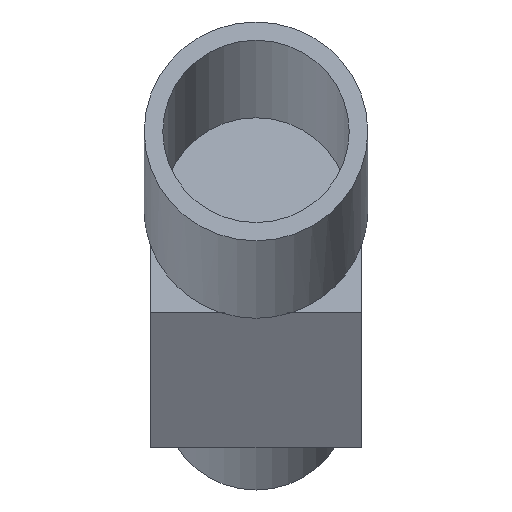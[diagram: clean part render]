
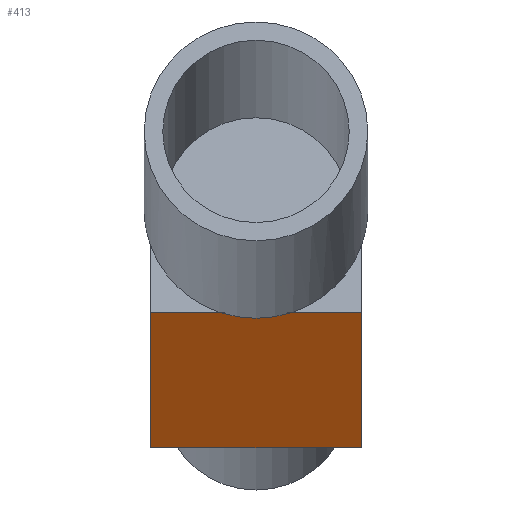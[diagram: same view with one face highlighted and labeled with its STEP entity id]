
A CAD part, left-side view. The second image highlights one B-rep face of the part: STEP entity #413.
In plain terms, the highlighted planar face has unit normal (-0.208, 0, -0.978).
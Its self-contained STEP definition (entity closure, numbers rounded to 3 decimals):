
#61=CARTESIAN_POINT('Vertex',(62.233,-5.657,-19.011)) ;
#66=CARTESIAN_POINT('Line Origine',(62.233,0.,-19.011)) ;
#70=CARTESIAN_POINT('Vertex',(62.233,5.657,-19.011)) ;
#172=CARTESIAN_POINT('Line Origine',(27.998,0.,-11.734)) ;
#176=CARTESIAN_POINT('Vertex',(27.998,2.,-11.734)) ;
#178=CARTESIAN_POINT('Vertex',(27.998,-2.,-11.734)) ;
#354=CARTESIAN_POINT('Line Origine',(27.998,-3.828,-11.734)) ;
#358=CARTESIAN_POINT('Vertex',(27.998,-5.657,-11.734)) ;
#376=CARTESIAN_POINT('Vertex',(27.998,5.657,-11.734)) ;
#379=CARTESIAN_POINT('Line Origine',(27.998,3.828,-11.734)) ;
#390=CARTESIAN_POINT('Axis2P3D Location',(27.998,-5.657,-11.734)) ;
#395=CARTESIAN_POINT('Line Origine',(45.116,-5.657,-15.373)) ;
#400=CARTESIAN_POINT('Line Origine',(45.116,5.657,-15.373)) ;
#67=DIRECTION('Vector Direction',(0.,1.,0.)) ;
#173=DIRECTION('Vector Direction',(0.,1.,0.)) ;
#355=DIRECTION('Vector Direction',(0.,1.,0.)) ;
#380=DIRECTION('Vector Direction',(0.,1.,0.)) ;
#391=DIRECTION('Axis2P3D Direction',(-0.208,0.,-0.978)) ;
#392=DIRECTION('Axis2P3D XDirection',(0.,1.,0.)) ;
#396=DIRECTION('Vector Direction',(0.978,0.,-0.208)) ;
#401=DIRECTION('Vector Direction',(0.978,0.,-0.208)) ;
#393=AXIS2_PLACEMENT_3D('Plane Axis2P3D',#390,#391,#392) ;
#406=ORIENTED_EDGE('',*,*,#72,.T.) ;
#407=ORIENTED_EDGE('',*,*,#399,.F.) ;
#408=ORIENTED_EDGE('',*,*,#360,.F.) ;
#409=ORIENTED_EDGE('',*,*,#180,.F.) ;
#410=ORIENTED_EDGE('',*,*,#383,.F.) ;
#411=ORIENTED_EDGE('',*,*,#404,.T.) ;
#68=VECTOR('Line Direction',#67,1.) ;
#174=VECTOR('Line Direction',#173,1.) ;
#356=VECTOR('Line Direction',#355,1.) ;
#381=VECTOR('Line Direction',#380,1.) ;
#397=VECTOR('Line Direction',#396,1.) ;
#402=VECTOR('Line Direction',#401,1.) ;
#413=ADVANCED_FACE('Corps principal',(#412),#394,.T.) ;
#72=EDGE_CURVE('',#71,#62,#69,.F.) ;
#180=EDGE_CURVE('',#177,#179,#175,.F.) ;
#360=EDGE_CURVE('',#179,#359,#357,.F.) ;
#383=EDGE_CURVE('',#377,#177,#382,.F.) ;
#399=EDGE_CURVE('',#359,#62,#398,.T.) ;
#404=EDGE_CURVE('',#377,#71,#403,.T.) ;
#405=EDGE_LOOP('',(#406,#407,#408,#409,#410,#411)) ;
#412=FACE_OUTER_BOUND('',#405,.T.) ;
#69=LINE('Line',#66,#68) ;
#175=LINE('Line',#172,#174) ;
#357=LINE('Line',#354,#356) ;
#382=LINE('Line',#379,#381) ;
#398=LINE('Line',#395,#397) ;
#403=LINE('Line',#400,#402) ;
#394=PLANE('Plane',#393) ;
#62=VERTEX_POINT('',#61) ;
#71=VERTEX_POINT('',#70) ;
#177=VERTEX_POINT('',#176) ;
#179=VERTEX_POINT('',#178) ;
#359=VERTEX_POINT('',#358) ;
#377=VERTEX_POINT('',#376) ;
